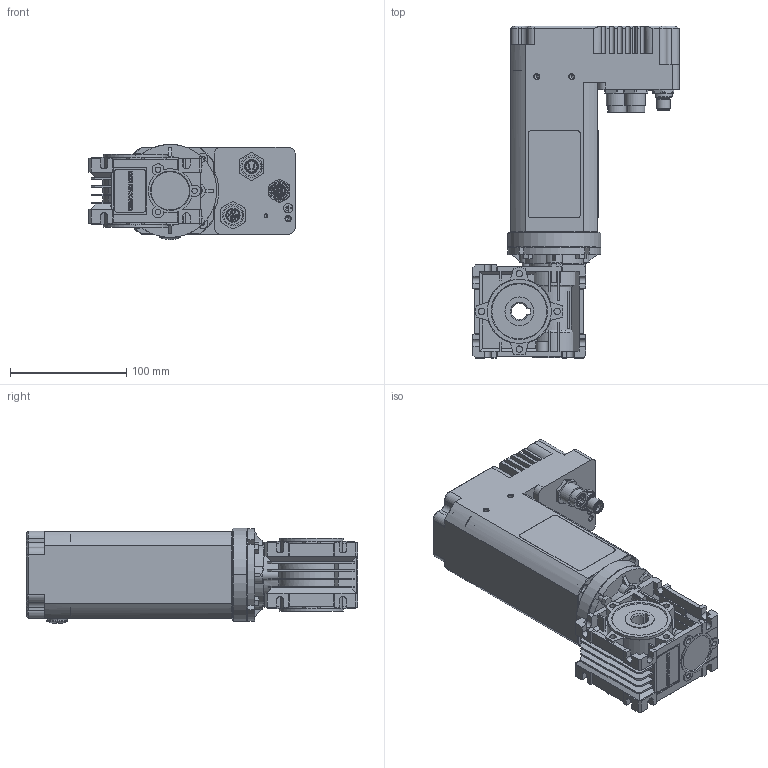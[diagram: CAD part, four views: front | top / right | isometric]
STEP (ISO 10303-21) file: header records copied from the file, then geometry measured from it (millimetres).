
FILE_DESCRIPTION((''),'2;1');
FILE_NAME('80372001','2019-09-09T',('ALEBLI1'),('CROUZET-AUTOMATISMES'),'CREO PARAMETRIC BY PTC INC, 2017170','CREO PARAMETRIC BY PTC INC, 2017170','');
FILE_SCHEMA(('AP203_CONFIGURATION_CONTROLLED_3D_DESIGN_OF_MECHANICAL_PARTS_AND_ASSEMBLIES_MIM_LF { 1 0 10303 403 2 1 2 }'));
Products named in the file (1): 80372001
Bounding box: 177.5 x 285.6 x 81.99 mm (x, y, z)
Volume: 837313.7 mm3; surface area: 270163.6 mm2
Topology: 2 solids, 13 shells, 2557 faces, 6638 edges, 4287 vertices
Faces by surface type: plane 1266, cylinder 911, cone 233, extrusion 74, bspline 36, torus 23, sphere 14
Entity records: 100802 total; most frequent: CARTESIAN_POINT 20199, DIRECTION 13688, ORIENTED_EDGE 13192, EDGE_CURVE 6596, AXIS2_PLACEMENT_3D 4905, VERTEX_POINT 4285, VECTOR 3875, LINE 3801
